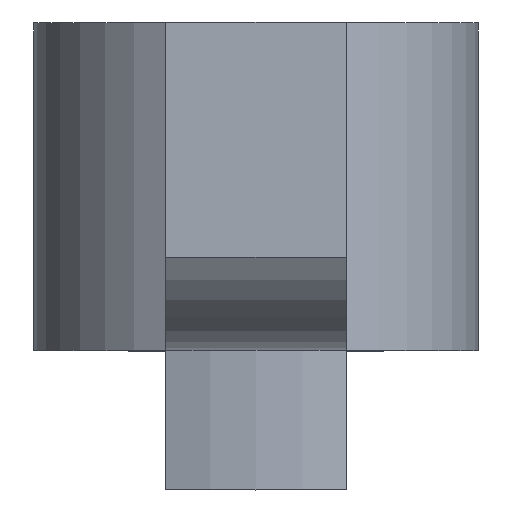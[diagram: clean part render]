
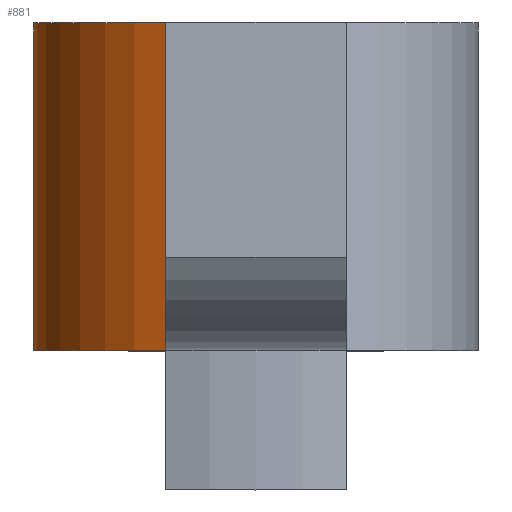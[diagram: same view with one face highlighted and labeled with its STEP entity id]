
A CAD part, top view. The second image highlights one B-rep face of the part: STEP entity #881.
In plain terms, the highlighted cylindrical face has radius 8 mm (diameter 16 mm), a partial arc.
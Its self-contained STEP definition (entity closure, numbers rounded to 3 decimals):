
#112=FACE_OUTER_BOUND('',#164,.T.);
#164=EDGE_LOOP('',(#653,#654,#655,#656));
#231=LINE('',#1312,#288);
#232=LINE('',#1315,#289);
#288=VECTOR('',#1111,10.);
#289=VECTOR('',#1114,10.);
#321=CIRCLE('',#953,8.);
#332=CIRCLE('',#975,8.);
#359=VERTEX_POINT('',#1260);
#360=VERTEX_POINT('',#1262);
#376=VERTEX_POINT('',#1310);
#377=VERTEX_POINT('',#1314);
#456=EDGE_CURVE('',#360,#359,#321,.T.);
#481=EDGE_CURVE('',#359,#376,#231,.T.);
#482=EDGE_CURVE('',#360,#377,#232,.T.);
#486=EDGE_CURVE('',#377,#376,#332,.T.);
#653=ORIENTED_EDGE('',*,*,#456,.T.);
#654=ORIENTED_EDGE('',*,*,#481,.T.);
#655=ORIENTED_EDGE('',*,*,#486,.F.);
#656=ORIENTED_EDGE('',*,*,#482,.F.);
#843=CYLINDRICAL_SURFACE('',#974,8.);
#881=ADVANCED_FACE('',(#112),#843,.T.);
#953=AXIS2_PLACEMENT_3D('',#1263,#1060,#1061);
#974=AXIS2_PLACEMENT_3D('',#1321,#1121,#1122);
#975=AXIS2_PLACEMENT_3D('',#1322,#1123,#1124);
#1060=DIRECTION('center_axis',(0.,1.,0.));
#1061=DIRECTION('ref_axis',(-1.,0.,0.));
#1111=DIRECTION('',(0.,1.,0.));
#1114=DIRECTION('',(0.,1.,0.));
#1121=DIRECTION('center_axis',(0.,1.,0.));
#1122=DIRECTION('ref_axis',(-1.,0.,0.));
#1123=DIRECTION('center_axis',(0.,1.,0.));
#1124=DIRECTION('ref_axis',(-1.,0.,0.));
#1260=CARTESIAN_POINT('',(-3.25,0.,7.31));
#1262=CARTESIAN_POINT('',(-3.25,0.,-7.31));
#1263=CARTESIAN_POINT('Origin',(0.,0.,0.));
#1310=CARTESIAN_POINT('',(-3.25,11.8,7.31));
#1312=CARTESIAN_POINT('',(-3.25,0.,7.31));
#1314=CARTESIAN_POINT('',(-3.25,11.8,-7.31));
#1315=CARTESIAN_POINT('',(-3.25,0.,-7.31));
#1321=CARTESIAN_POINT('Origin',(0.,0.,0.));
#1322=CARTESIAN_POINT('Origin',(0.,11.8,0.));
